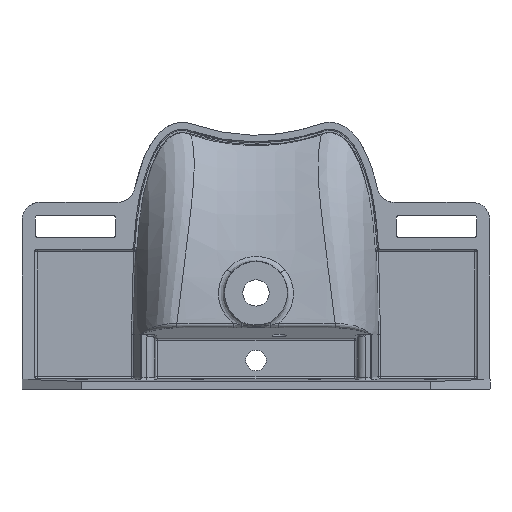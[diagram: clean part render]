
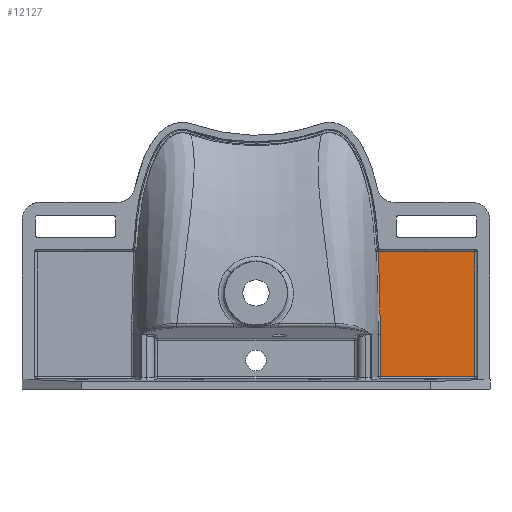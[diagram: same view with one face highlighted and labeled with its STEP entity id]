
A CAD part, front view. The second image highlights one B-rep face of the part: STEP entity #12127.
In plain terms, the highlighted planar face has unit normal (0, -1, 0).
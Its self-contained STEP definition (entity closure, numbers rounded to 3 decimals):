
#1454 = EDGE_CURVE ( 'NONE', #13146, #18426, #3764, .T. ) ;
#2283 = EDGE_LOOP ( 'NONE', ( #27990, #9161, #18888, #4713, #16100 ) ) ;
#3764 = LINE ( 'NONE', #9174, #5180 ) ;
#3868 = PLANE ( 'NONE',  #21794 ) ;
#4713 = ORIENTED_EDGE ( 'NONE', *, *, #5230, .T. ) ;
#4962 = LINE ( 'NONE', #14269, #16130 ) ;
#5180 = VECTOR ( 'NONE', #22639, 1000. ) ;
#5230 = EDGE_CURVE ( 'NONE', #15400, #13146, #24626, .T. ) ;
#5343 = VECTOR ( 'NONE', #18952, 1000. ) ;
#5463 = CARTESIAN_POINT ( 'NONE',  ( 212.255, -14., -72.449 ) ) ;
#5664 = CARTESIAN_POINT ( 'NONE',  ( 211.224, -14., -37.211 ) ) ;
#6687 = DIRECTION ( 'NONE',  ( 1., 0., 0. ) ) ;
#9161 = ORIENTED_EDGE ( 'NONE', *, *, #21745, .T. ) ;
#9174 = CARTESIAN_POINT ( 'NONE',  ( 0., -14., -13.73 ) ) ;
#9706 = DIRECTION ( 'NONE',  ( 0., 0., -1. ) ) ;
#9772 = CARTESIAN_POINT ( 'NONE',  ( 211.961, -14., -60.701 ) ) ;
#9797 = EDGE_CURVE ( 'NONE', #26491, #15400, #17865, .T. ) ;
#10626 = DIRECTION ( 'NONE',  ( 0., 0., 1. ) ) ;
#12029 = CARTESIAN_POINT ( 'NONE',  ( 213.285, -14., -131.197 ) ) ;
#12127 = ADVANCED_FACE ( 'NONE', ( #25577 ), #3868, .F. ) ;
#12980 = VERTEX_POINT ( 'NONE', #15349 ) ;
#13146 = VERTEX_POINT ( 'NONE', #23162 ) ;
#13285 = CARTESIAN_POINT ( 'NONE',  ( 213.621, -14., -227.697 ) ) ;
#13999 = VECTOR ( 'NONE', #6687, 1000. ) ;
#14248 = CARTESIAN_POINT ( 'NONE',  ( 213.491, -14., -148.823 ) ) ;
#14269 = CARTESIAN_POINT ( 'NONE',  ( 213.621, -14., 0. ) ) ;
#14992 = DIRECTION ( 'NONE',  ( 0., 1., 0. ) ) ;
#15349 = CARTESIAN_POINT ( 'NONE',  ( 213.587, -14., -154.698 ) ) ;
#15400 = VERTEX_POINT ( 'NONE', #19557 ) ;
#15737 = CARTESIAN_POINT ( 'NONE',  ( 0., -14., -227.697 ) ) ;
#15808 = B_SPLINE_CURVE_WITH_KNOTS ( 'NONE', 3,
 ( #16395, #18852, #5664, #9772, #5463, #25811, #25426, #21092, #12029, #18763, #14248, #23341 ),
 .UNSPECIFIED., .F., .F.,
 ( 4, 2, 2, 2, 2, 4 ),
 ( 0., 0.035, 0.071, 0.106, 0.123, 0.141 ),
 .UNSPECIFIED. ) ;
#16100 = ORIENTED_EDGE ( 'NONE', *, *, #1454, .T. ) ;
#16130 = VECTOR ( 'NONE', #9706, 1000. ) ;
#16395 = CARTESIAN_POINT ( 'NONE',  ( 210.209, -14., -13.73 ) ) ;
#17865 = LINE ( 'NONE', #15737, #13999 ) ;
#18426 = VERTEX_POINT ( 'NONE', #19318 ) ;
#18763 = CARTESIAN_POINT ( 'NONE',  ( 213.428, -14., -142.947 ) ) ;
#18852 = CARTESIAN_POINT ( 'NONE',  ( 210.778, -14., -25.469 ) ) ;
#18888 = ORIENTED_EDGE ( 'NONE', *, *, #9797, .T. ) ;
#18952 = DIRECTION ( 'NONE',  ( 0., 0., 1. ) ) ;
#19318 = CARTESIAN_POINT ( 'NONE',  ( 210.209, -14., -13.73 ) ) ;
#19497 = CARTESIAN_POINT ( 'NONE',  ( 0., -14., 0. ) ) ;
#19557 = CARTESIAN_POINT ( 'NONE',  ( 375.781, -14., -227.697 ) ) ;
#21092 = CARTESIAN_POINT ( 'NONE',  ( 213.208, -14., -125.322 ) ) ;
#21745 = EDGE_CURVE ( 'NONE', #12980, #26491, #4962, .T. ) ;
#21794 = AXIS2_PLACEMENT_3D ( 'NONE', #19497, #14992, #10626 ) ;
#22639 = DIRECTION ( 'NONE',  ( -1., 0., 0. ) ) ;
#23162 = CARTESIAN_POINT ( 'NONE',  ( 375.781, -14., -13.73 ) ) ;
#23341 = CARTESIAN_POINT ( 'NONE',  ( 213.587, -14., -154.698 ) ) ;
#23343 = CARTESIAN_POINT ( 'NONE',  ( 375.781, -14., -10. ) ) ;
#23851 = EDGE_CURVE ( 'NONE', #18426, #12980, #15808, .T. ) ;
#24626 = LINE ( 'NONE', #23343, #5343 ) ;
#25426 = CARTESIAN_POINT ( 'NONE',  ( 212.951, -14., -107.696 ) ) ;
#25577 = FACE_OUTER_BOUND ( 'NONE', #2283, .T. ) ;
#25811 = CARTESIAN_POINT ( 'NONE',  ( 212.751, -14., -95.947 ) ) ;
#26491 = VERTEX_POINT ( 'NONE', #13285 ) ;
#27990 = ORIENTED_EDGE ( 'NONE', *, *, #23851, .T. ) ;
